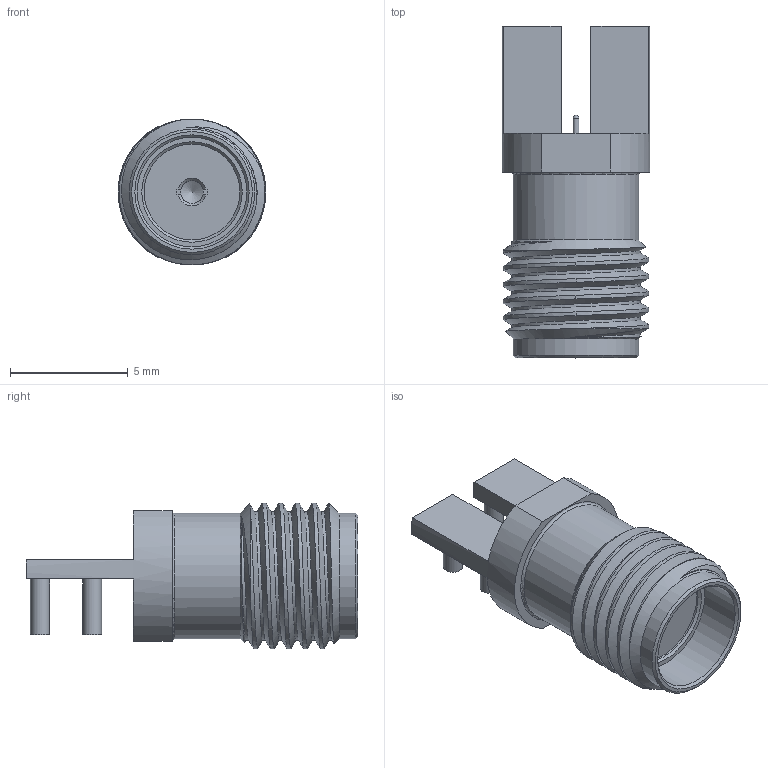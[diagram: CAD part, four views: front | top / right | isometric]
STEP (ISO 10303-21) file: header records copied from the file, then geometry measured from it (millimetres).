
FILE_DESCRIPTION(/* description */ (''),/* implementation_level */ '2;1');
FILE_NAME(/* name */ 'Amphenol 901-10510-2.step',/* time_stamp */ '2023-03-26T15:40:43+01:00',/* author */ (''),/* organization */ (''),/* preprocessor_version */ 'ST-DEVELOPER v19.2',/* originating_system */ 'Autodesk Translation Framework v11.17.0.187',/* authorisation */ '');
FILE_SCHEMA (('AUTOMOTIVE_DESIGN { 1 0 10303 214 3 1 1 }'));
Length unit declared in the file: millimetre
Products named in the file (1): Amphenol 901-10510-2
Bounding box: 6.27 x 14.08 x 6.19 mm (x, y, z)
Volume: 227.4 mm3; surface area: 395.6 mm2
Topology: 1 solids, 1 shells, 66 faces, 165 edges, 109 vertices
Faces by surface type: plane 26, cylinder 21, bspline 9, cone 8, torus 1, sphere 1
Full cylindrical faces by diameter (mm): 0.25 x1, 0.81 x4, 0.82 x1, 0.97 x1, 4.06 x1, 4.65 x1, 5.33 x2, 6.19 x4
Entity records: 6387 total; most frequent: CARTESIAN_POINT 4804, ORIENTED_EDGE 326, DIRECTION 298, EDGE_CURVE 163, AXIS2_PLACEMENT_3D 113, VERTEX_POINT 109, EDGE_LOOP 76, LINE 72
